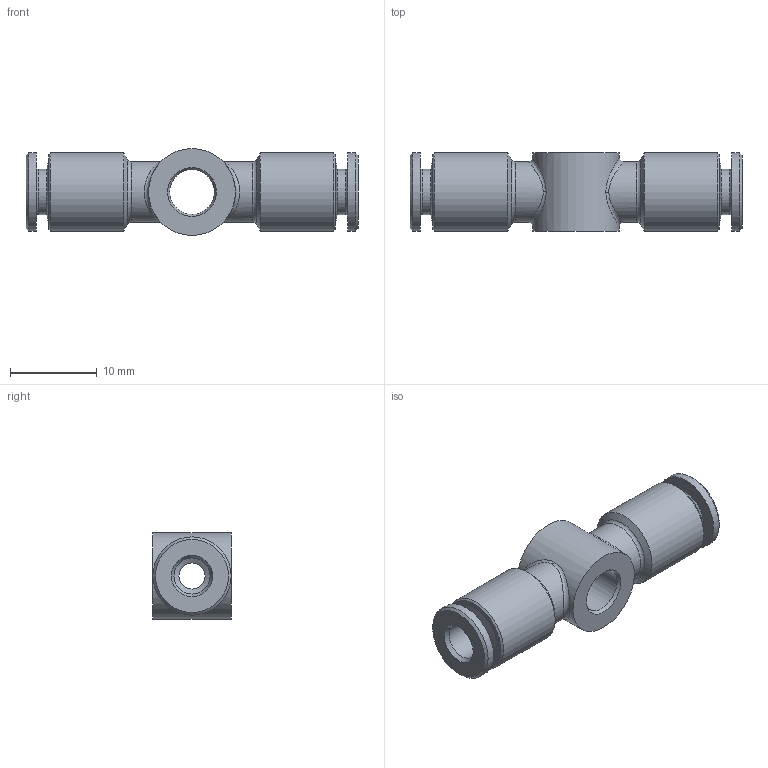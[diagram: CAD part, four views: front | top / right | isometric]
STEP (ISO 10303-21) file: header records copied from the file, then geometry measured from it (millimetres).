
FILE_DESCRIPTION( ( 'STEP AP214' ), '1' );
FILE_NAME( 'psolqas_17212_34.stp', '2020-12-01T17:13:42', ( 'License CC BY-ND 4.0' ), ( 'CADENAS' ), ' ', 'PARTsolutions', ' ' );
FILE_SCHEMA( ( 'AUTOMOTIVE_DESIGN { 1 0 10303 214 1 1 1 1 }' ) );
Length unit declared in the file: metre
Products named in the file (1): Rivoluzione1
Bounding box: 38.2 x 9 x 10 mm (x, y, z)
Volume: 1682.5 mm3; surface area: 1882.9 mm2
Topology: 1 solids, 1 shells, 44 faces, 102 edges, 65 vertices
Faces by surface type: cone 16, cylinder 14, plane 8, bspline 4, torus 2
Full cylindrical faces by diameter (mm): 3 x2, 4.15 x2, 5.15 x1, 5.2 x2, 7 x2, 9 x4, 10 x1
Entity records: 2120 total; most frequent: CARTESIAN_POINT 953, DIRECTION 166, ORIENTED_EDGE 116, EDGE_LOOP 88, AXIS2_PLACEMENT_3D 83, FACE_OUTER_BOUND 60, EDGE_CURVE 58, VERTEX_POINT 54
